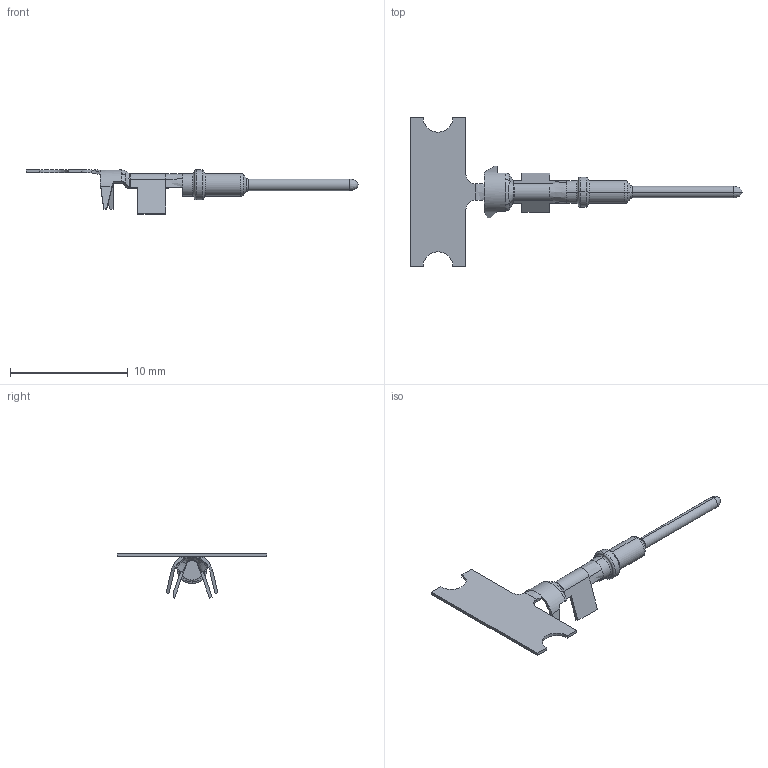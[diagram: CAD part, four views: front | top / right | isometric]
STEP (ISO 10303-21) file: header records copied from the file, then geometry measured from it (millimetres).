
FILE_DESCRIPTION((''),'2;1');
FILE_NAME('AT60-20-01XX','2015-12-23T',('Orion.Li'),(''),'PRO/ENGINEER BY PARAMETRIC TECHNOLOGY CORPORATION, 2013230','PRO/ENGINEER BY PARAMETRIC TECHNOLOGY CORPORATION, 2013230','');
FILE_SCHEMA(('CONFIG_CONTROL_DESIGN'));
Length unit declared in the file: millimetre
Products named in the file (1): AT60-20-01XX
Bounding box: 28.2 x 12.7 x 3.77 mm (x, y, z)
Volume: 47.6 mm3; surface area: 277.9 mm2
Topology: 1 solids, 1 shells, 244 faces, 632 edges, 397 vertices
Faces by surface type: plane 173, bspline 39, cylinder 16, torus 12, cone 2, revolution 2
Entity records: 8579 total; most frequent: CARTESIAN_POINT 2805, ORIENTED_EDGE 1260, DIRECTION 1043, EDGE_CURVE 630, VECTOR 499, LINE 499, VERTEX_POINT 397, AXIS2_PLACEMENT_3D 271
